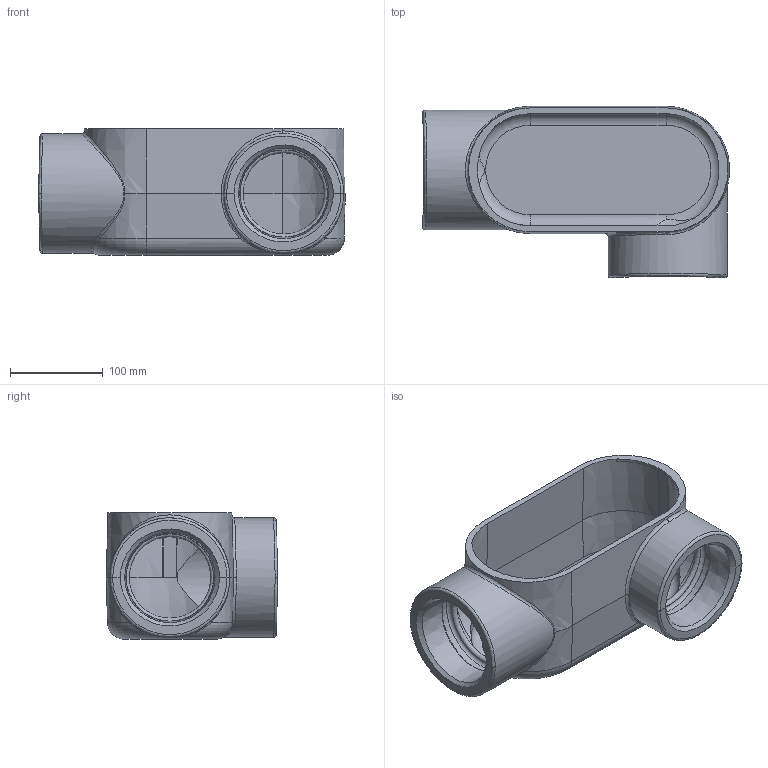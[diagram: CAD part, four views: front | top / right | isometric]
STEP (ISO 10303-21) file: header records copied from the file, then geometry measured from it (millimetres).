
FILE_DESCRIPTION(/* description */ (''),/* implementation_level */ '2;1');
FILE_NAME(/* name */ 'KIL_LL97.stp',/* time_stamp */ '2019-02-18T21:58:31+05:00',/* author */ ('avenkatesan'),/* organization */ (''),/* preprocessor_version */ 'ST-DEVELOPER v17',/* originating_system */ 'Autodesk Inventor 2018',/* authorisation */ '');
FILE_SCHEMA (('AUTOMOTIVE_DESIGN { 1 0 10303 214 3 1 1 }'));
Length unit declared in the file: inch
Products named in the file (1): 17740
Bounding box: 330.5 x 184.63 x 136.53 mm (x, y, z)
Volume: 1240697.9 mm3; surface area: 303528.2 mm2
Topology: 1 solids, 1 shells, 94 faces, 247 edges, 157 vertices
Faces by surface type: plane 29, cone 20, cylinder 20, bspline 14, torus 11
Full cylindrical faces by diameter (mm): 101.879 x2, 128.575 x2
Entity records: 6945 total; most frequent: CARTESIAN_POINT 4557, DIRECTION 499, ORIENTED_EDGE 494, EDGE_CURVE 247, AXIS2_PLACEMENT_3D 216, VERTEX_POINT 157, CIRCLE 102, EDGE_LOOP 100
